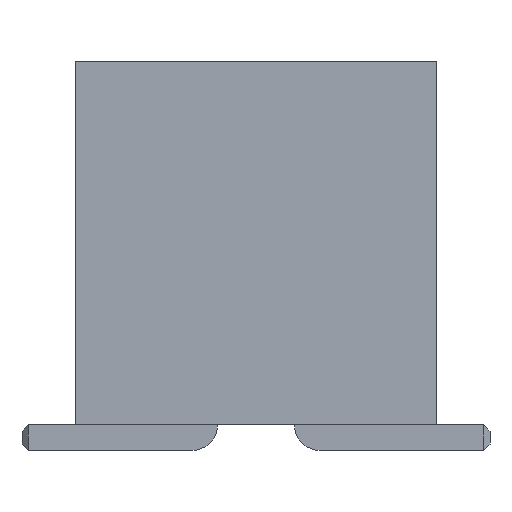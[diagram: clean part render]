
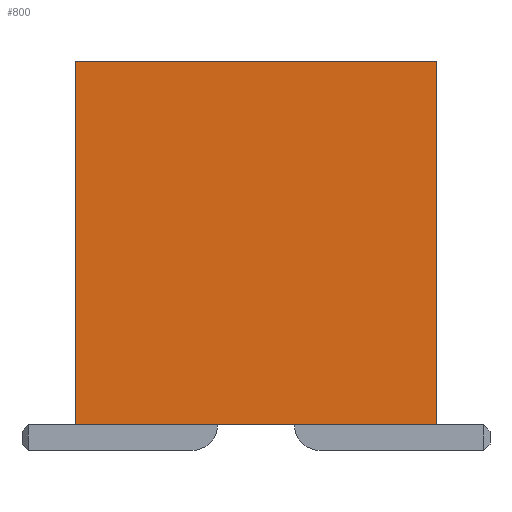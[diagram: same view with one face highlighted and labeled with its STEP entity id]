
A CAD part, front view. The second image highlights one B-rep face of the part: STEP entity #800.
In plain terms, the highlighted planar face has unit normal (0, -1, 0).
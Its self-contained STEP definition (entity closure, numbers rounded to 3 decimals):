
#24 = VERTEX_POINT('',#25);
#25 = CARTESIAN_POINT('',(-4.475,-19.05,9.64));
#31 = EDGE_CURVE('',#24,#32,#34,.T.);
#32 = VERTEX_POINT('',#33);
#33 = CARTESIAN_POINT('',(4.475,-19.05,9.64));
#34 = LINE('',#35,#36);
#35 = CARTESIAN_POINT('',(-4.475,-19.05,9.64));
#36 = VECTOR('',#37,1.);
#37 = DIRECTION('',(1.,0.,0.));
#165 = EDGE_CURVE('',#166,#24,#168,.T.);
#166 = VERTEX_POINT('',#167);
#167 = CARTESIAN_POINT('',(-4.475,-19.05,0.64));
#168 = LINE('',#169,#170);
#169 = CARTESIAN_POINT('',(-4.475,-19.05,0.64));
#170 = VECTOR('',#171,1.);
#171 = DIRECTION('',(0.,0.,1.));
#588 = EDGE_CURVE('',#589,#32,#591,.T.);
#589 = VERTEX_POINT('',#590);
#590 = CARTESIAN_POINT('',(4.475,-19.05,0.64));
#591 = LINE('',#592,#593);
#592 = CARTESIAN_POINT('',(4.475,-19.05,0.64));
#593 = VECTOR('',#594,1.);
#594 = DIRECTION('',(0.,0.,1.));
#800 = ADVANCED_FACE('',(#801),#812,.F.);
#801 = FACE_BOUND('',#802,.T.);
#802 = EDGE_LOOP('',(#803,#804,#810,#811));
#803 = ORIENTED_EDGE('',*,*,#165,.F.);
#804 = ORIENTED_EDGE('',*,*,#805,.T.);
#805 = EDGE_CURVE('',#166,#589,#806,.T.);
#806 = LINE('',#807,#808);
#807 = CARTESIAN_POINT('',(-4.475,-19.05,0.64));
#808 = VECTOR('',#809,1.);
#809 = DIRECTION('',(1.,0.,0.));
#810 = ORIENTED_EDGE('',*,*,#588,.T.);
#811 = ORIENTED_EDGE('',*,*,#31,.F.);
#812 = PLANE('',#813);
#813 = AXIS2_PLACEMENT_3D('',#814,#815,#816);
#814 = CARTESIAN_POINT('',(-4.475,-19.05,0.64));
#815 = DIRECTION('',(0.,1.,0.));
#816 = DIRECTION('',(1.,0.,0.));
